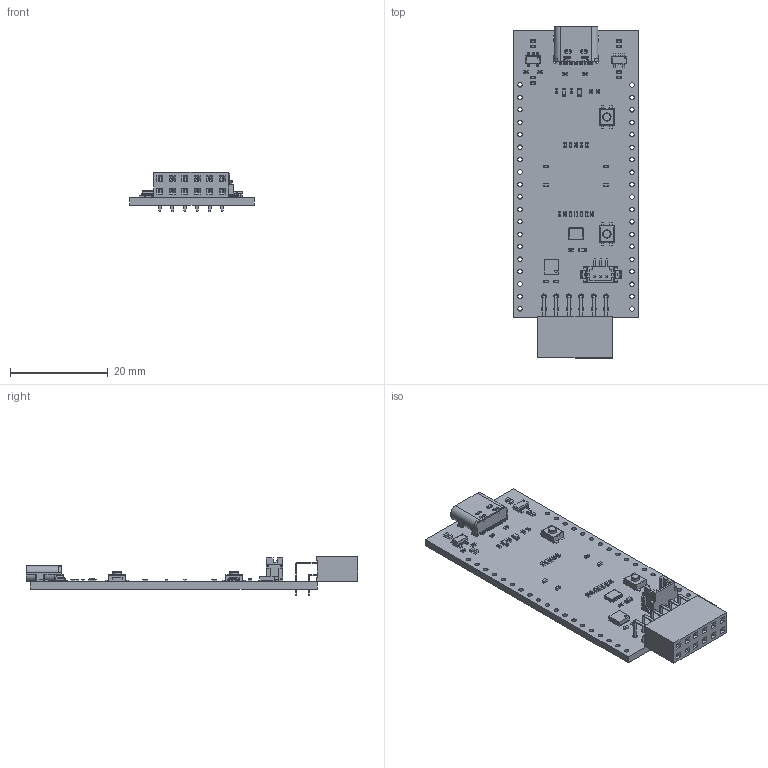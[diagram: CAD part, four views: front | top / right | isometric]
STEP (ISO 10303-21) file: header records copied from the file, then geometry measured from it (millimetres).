
FILE_DESCRIPTION(('KiCad electronic assembly'),'2;1');
FILE_NAME('Shrike-lite.step','2025-12-13T09:37:53',('Pcbnew'),('Kicad'), 'Open CASCADE STEP processor 7.8','KiCad to STEP converter','Unknown' );
FILE_SCHEMA(('AUTOMOTIVE_DESIGN { 1 0 10303 214 1 1 1 1 }'));
Length unit declared in the file: millimetre
Products named in the file (24): Shrike-lite 1; kicad_embedded_BCDEFA549BD92648B89B079BD65F0360; kicad_embedded_64C167BDD679149958AAEAC0CE43EF18; Part 3; Part 2; Part 1; kicad_embedded_4BF2C315065B03F2EDB6664BF6E06EBC; kicad_embedded_A0E85AA0E78F5BFCD986B73ADCE53353; Body; PinsArrayL; PinsArrayR; kicad_embedded_314261567F849EC6C83E2A73BFD6685F; Shrike-lite 1.18.1; kicad_embedded_23D3BBCB113E4F12280F49A9A7372AAE; kicad_embedded_5DA03CE9F3160850AF560ED0F9C2898B; kicad_embedded_72BB9CE2D1522D823768491D5397E6AB; kicad_embedded_29C47ED5F14A361E81E1A38E2F171F89; kicad_embedded_BBED6F8B535C06F9EA1D5AD73DD78B29; kicad_embedded_9C643F484840EC101FF89B1658C16279; ConPins; PcbPins; Mold; Frame; Shrike-lite_PCB
Assembly tree (59 placements, depth 3):
  Shrike-lite 1
    kicad_embedded_BCDEFA549BD92648B89B079BD65F0360  x3
    kicad_embedded_64C167BDD679149958AAEAC0CE43EF18  x21
      Part 3
      Part 2
      Part 1
    kicad_embedded_4BF2C315065B03F2EDB6664BF6E06EBC  x14
    kicad_embedded_A0E85AA0E78F5BFCD986B73ADCE53353
      Body
      PinsArrayL
      PinsArrayR
    kicad_embedded_314261567F849EC6C83E2A73BFD6685F
      Shrike-lite 1.18.1
    kicad_embedded_23D3BBCB113E4F12280F49A9A7372AAE
    kicad_embedded_5DA03CE9F3160850AF560ED0F9C2898B
    kicad_embedded_72BB9CE2D1522D823768491D5397E6AB  x2
    kicad_embedded_29C47ED5F14A361E81E1A38E2F171F89
    kicad_embedded_BBED6F8B535C06F9EA1D5AD73DD78B29
    kicad_embedded_9C643F484840EC101FF89B1658C16279
      ConPins
      PcbPins
      Mold
      Frame
    Shrike-lite_PCB
Bounding box: 25.45 x 67.76 x 7.98 mm (x, y, z)
Volume: 3039.8 mm3; surface area: 5401.5 mm2
Topology: 121 solids, 161 shells, 5917 faces, 15526 edges, 9906 vertices
Faces by surface type: plane 4738, cylinder 843, sphere 200, bspline 90, torus 40, cone 6
Full cylindrical faces by diameter (mm): 0.2 x1, 0.5 x3, 0.75 x2, 0.9 x38, 1 x12, 1.702 x2
Entity records: 79920 total; most frequent: CARTESIAN_POINT 14964, ORIENTED_EDGE 12064, DIRECTION 11294, EDGE_CURVE 6032, LINE 4794, VECTOR 4794, VERTEX_POINT 3874, AXIS2_PLACEMENT_3D 3250
